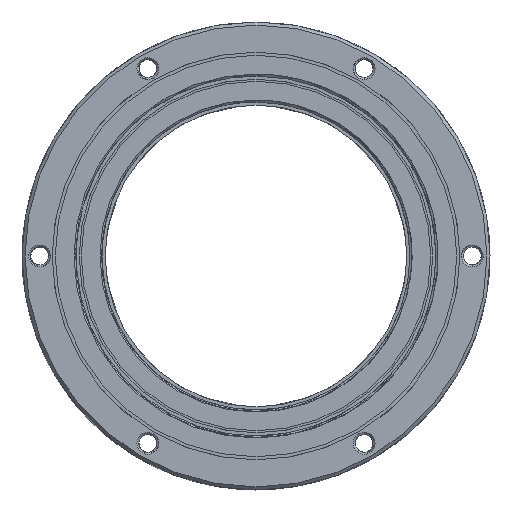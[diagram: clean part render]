
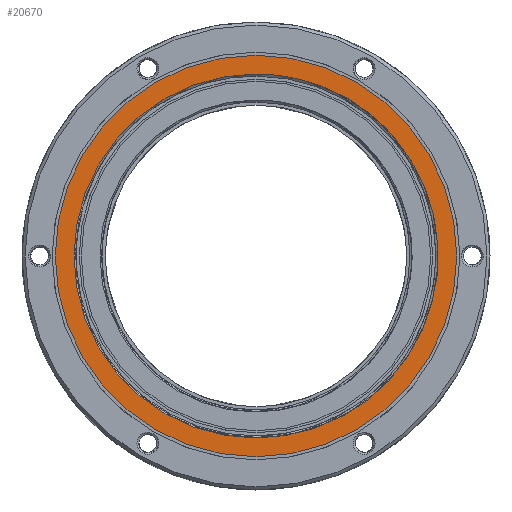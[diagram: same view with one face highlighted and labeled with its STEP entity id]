
A CAD part, left-side view. The second image highlights one B-rep face of the part: STEP entity #20670.
In plain terms, the highlighted planar face has unit normal (-1, 0, 0).
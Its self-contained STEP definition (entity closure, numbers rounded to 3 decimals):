
#565 = CARTESIAN_POINT ( 'NONE',  ( 5., -17.022, 4.061 ) ) ;
#1259 = CARTESIAN_POINT ( 'NONE',  ( 5., -16.238, 6.569 ) ) ;
#1296 = CARTESIAN_POINT ( 'NONE',  ( 5., -10.291, 14.186 ) ) ;
#1516 = CARTESIAN_POINT ( 'NONE',  ( 5., -10.75, 13.842 ) ) ;
#1757 = AXIS2_PLACEMENT_3D ( 'NONE', #5906, #18788, #19203 ) ;
#2498 = CARTESIAN_POINT ( 'NONE',  ( 5., -4.369, 16.946 ) ) ;
#3109 = VERTEX_POINT ( 'NONE', #5982 ) ;
#3376 = VERTEX_POINT ( 'NONE', #565 ) ;
#4155 = ORIENTED_EDGE ( 'NONE', *, *, #22205, .F. ) ;
#4286 = CARTESIAN_POINT ( 'NONE',  ( 5., -17.022, 4.061 ) ) ;
#5054 = CARTESIAN_POINT ( 'NONE',  ( 5., -4.369, 16.946 ) ) ;
#5065 = EDGE_CURVE ( 'NONE', #39405, #5451, #38089, .T. ) ;
#5102 = CIRCLE ( 'NONE', #23984, 19.3 ) ;
#5451 = VERTEX_POINT ( 'NONE', #11445 ) ;
#5735 = B_SPLINE_CURVE_WITH_KNOTS ( 'NONE', 3,
 ( #7891, #19945, #23768, #20776, #10858, #16737, #32896, #1516, #1296, #23551, #36087, #7047 ),
 .UNSPECIFIED., .F., .F.,
 ( 4, 2, 2, 2, 2, 4 ),
 ( 0., 0.003, 0.007, 0.009, 0.01, 0.014 ),
 .UNSPECIFIED. ) ;
#5872 = CARTESIAN_POINT ( 'NONE',  ( 5., -6.005, 16.471 ) ) ;
#5906 = CARTESIAN_POINT ( 'NONE',  ( 5., 0., 0. ) ) ;
#5982 = CARTESIAN_POINT ( 'NONE',  ( 5., -16.238, 6.569 ) ) ;
#7047 = CARTESIAN_POINT ( 'NONE',  ( 5., -6.793, 16.146 ) ) ;
#7077 = EDGE_CURVE ( 'NONE', #21709, #3376, #35612, .T. ) ;
#7241 = EDGE_CURVE ( 'NONE', #31695, #39405, #38339, .T. ) ;
#7891 = CARTESIAN_POINT ( 'NONE',  ( 5., -16.238, 6.569 ) ) ;
#8003 = B_SPLINE_CURVE_WITH_KNOTS ( 'NONE', 3,
 ( #32108, #5872, #38277, #35100 ),
 .UNSPECIFIED., .F., .F.,
 ( 4, 4 ),
 ( 0., 0.003 ),
 .UNSPECIFIED. ) ;
#8524 = ORIENTED_EDGE ( 'NONE', *, *, #5065, .F. ) ;
#9776 = EDGE_CURVE ( 'NONE', #31355, #31695, #23788, .T. ) ;
#10195 = CARTESIAN_POINT ( 'NONE',  ( 5., -16.825, 4.913 ) ) ;
#10793 = PLANE ( 'NONE',  #28266 ) ;
#10858 = CARTESIAN_POINT ( 'NONE',  ( 5., -13.277, 11.484 ) ) ;
#11445 = CARTESIAN_POINT ( 'NONE',  ( 5., 0., -17.5 ) ) ;
#12819 = CARTESIAN_POINT ( 'NONE',  ( 5., 0., 0. ) ) ;
#14100 = EDGE_CURVE ( 'NONE', #34596, #20616, #5102, .T. ) ;
#14230 = CARTESIAN_POINT ( 'NONE',  ( 5., -6.793, 16.146 ) ) ;
#16737 = CARTESIAN_POINT ( 'NONE',  ( 5., -12.066, 12.711 ) ) ;
#17053 = CARTESIAN_POINT ( 'NONE',  ( 5., -17.022, 4.06 ) ) ;
#17510 = DIRECTION ( 'NONE',  ( 0., 0., 1. ) ) ;
#17845 = CARTESIAN_POINT ( 'NONE',  ( 5., 0., 0. ) ) ;
#18275 = DIRECTION ( 'NONE',  ( -1., 0., 0. ) ) ;
#18618 = CARTESIAN_POINT ( 'NONE',  ( 5., -4.369, 16.946 ) ) ;
#18727 = DIRECTION ( 'NONE',  ( 0., 0., 1. ) ) ;
#18788 = DIRECTION ( 'NONE',  ( -1., 0., 0. ) ) ;
#19203 = DIRECTION ( 'NONE',  ( 0., 0., 1. ) ) ;
#19447 = EDGE_LOOP ( 'NONE', ( #41483, #36769, #40390, #34126, #4155, #8524, #32643, #25027 ) ) ;
#19626 = CARTESIAN_POINT ( 'NONE',  ( 5., 0., -19.3 ) ) ;
#19770 = AXIS2_PLACEMENT_3D ( 'NONE', #21015, #25288, #37372 ) ;
#19945 = CARTESIAN_POINT ( 'NONE',  ( 5., -15.803, 7.644 ) ) ;
#20499 = DIRECTION ( 'NONE',  ( 0., 0., -1. ) ) ;
#20524 = CARTESIAN_POINT ( 'NONE',  ( 5., -16.564, 5.749 ) ) ;
#20616 = VERTEX_POINT ( 'NONE', #39402 ) ;
#20670 = ADVANCED_FACE ( 'NONE', ( #39805, #27071 ), #10793, .F. ) ;
#20776 = CARTESIAN_POINT ( 'NONE',  ( 5., -13.996, 10.595 ) ) ;
#21015 = CARTESIAN_POINT ( 'NONE',  ( 5., 0., 0. ) ) ;
#21066 = EDGE_CURVE ( 'NONE', #35104, #31355, #8003, .T. ) ;
#21709 = VERTEX_POINT ( 'NONE', #17053 ) ;
#22205 = EDGE_CURVE ( 'NONE', #5451, #21709, #34529, .T. ) ;
#23361 = ORIENTED_EDGE ( 'NONE', *, *, #40241, .T. ) ;
#23551 = CARTESIAN_POINT ( 'NONE',  ( 5., -8.869, 15.148 ) ) ;
#23703 = CARTESIAN_POINT ( 'NONE',  ( 5., 17.5, 0. ) ) ;
#23768 = CARTESIAN_POINT ( 'NONE',  ( 5., -15.259, 8.678 ) ) ;
#23788 = B_SPLINE_CURVE_WITH_KNOTS ( 'NONE', 3,
 ( #2498, #34907, #24301, #5054 ),
 .UNSPECIFIED., .F., .F.,
 ( 4, 4 ),
 ( 0.923, 0.923 ),
 .UNSPECIFIED. ) ;
#23983 = CARTESIAN_POINT ( 'NONE',  ( 5., -4.369, 16.946 ) ) ;
#23984 = AXIS2_PLACEMENT_3D ( 'NONE', #32182, #29594, #35792 ) ;
#24301 = CARTESIAN_POINT ( 'NONE',  ( 5., -4.369, 16.946 ) ) ;
#25027 = ORIENTED_EDGE ( 'NONE', *, *, #9776, .F. ) ;
#25288 = DIRECTION ( 'NONE',  ( -1., 0., 0. ) ) ;
#25540 = DIRECTION ( 'NONE',  ( -1., 0., 0. ) ) ;
#27071 = FACE_BOUND ( 'NONE', #19447, .T. ) ;
#27340 = EDGE_CURVE ( 'NONE', #3109, #35104, #5735, .T. ) ;
#27515 = CARTESIAN_POINT ( 'NONE',  ( 5., 0., 17.5 ) ) ;
#28266 = AXIS2_PLACEMENT_3D ( 'NONE', #23703, #36644, #20499 ) ;
#29594 = DIRECTION ( 'NONE',  ( -1., 0., 0. ) ) ;
#30259 = EDGE_LOOP ( 'NONE', ( #23361, #34837 ) ) ;
#30449 = AXIS2_PLACEMENT_3D ( 'NONE', #12819, #25540, #18727 ) ;
#30460 = AXIS2_PLACEMENT_3D ( 'NONE', #17845, #18275, #30794 ) ;
#30467 = DIRECTION ( 'NONE',  ( -1., 0., 0. ) ) ;
#30673 = CARTESIAN_POINT ( 'NONE',  ( 5., 0., 0. ) ) ;
#30794 = DIRECTION ( 'NONE',  ( 0., 0., 1. ) ) ;
#31094 = EDGE_CURVE ( 'NONE', #3376, #3109, #35931, .T. ) ;
#31355 = VERTEX_POINT ( 'NONE', #18618 ) ;
#31695 = VERTEX_POINT ( 'NONE', #23983 ) ;
#32108 = CARTESIAN_POINT ( 'NONE',  ( 5., -6.793, 16.146 ) ) ;
#32182 = CARTESIAN_POINT ( 'NONE',  ( 5., 0., 0. ) ) ;
#32643 = ORIENTED_EDGE ( 'NONE', *, *, #7241, .F. ) ;
#32896 = CARTESIAN_POINT ( 'NONE',  ( 5., -11.637, 13.105 ) ) ;
#34126 = ORIENTED_EDGE ( 'NONE', *, *, #7077, .F. ) ;
#34529 = CIRCLE ( 'NONE', #30460, 17.5 ) ;
#34596 = VERTEX_POINT ( 'NONE', #19626 ) ;
#34837 = ORIENTED_EDGE ( 'NONE', *, *, #14100, .T. ) ;
#34907 = CARTESIAN_POINT ( 'NONE',  ( 5., -4.369, 16.946 ) ) ;
#35100 = CARTESIAN_POINT ( 'NONE',  ( 5., -4.369, 16.946 ) ) ;
#35104 = VERTEX_POINT ( 'NONE', #14230 ) ;
#35612 = CIRCLE ( 'NONE', #36291, 17.5 ) ;
#35792 = DIRECTION ( 'NONE',  ( 0., 0., 1. ) ) ;
#35931 = B_SPLINE_CURVE_WITH_KNOTS ( 'NONE', 3,
 ( #4286, #10195, #20524, #1259 ),
 .UNSPECIFIED., .F., .F.,
 ( 4, 4 ),
 ( 0.032, 0.034 ),
 .UNSPECIFIED. ) ;
#36087 = CARTESIAN_POINT ( 'NONE',  ( 5., -7.862, 15.696 ) ) ;
#36291 = AXIS2_PLACEMENT_3D ( 'NONE', #30673, #30467, #17510 ) ;
#36644 = DIRECTION ( 'NONE',  ( 1., 0., 0. ) ) ;
#36769 = ORIENTED_EDGE ( 'NONE', *, *, #27340, .F. ) ;
#37372 = DIRECTION ( 'NONE',  ( 0., 0., 1. ) ) ;
#37914 = CIRCLE ( 'NONE', #30449, 19.3 ) ;
#38089 = CIRCLE ( 'NONE', #19770, 17.5 ) ;
#38277 = CARTESIAN_POINT ( 'NONE',  ( 5., -5.196, 16.738 ) ) ;
#38339 = CIRCLE ( 'NONE', #1757, 17.5 ) ;
#39402 = CARTESIAN_POINT ( 'NONE',  ( 5., 0., 19.3 ) ) ;
#39405 = VERTEX_POINT ( 'NONE', #27515 ) ;
#39805 = FACE_OUTER_BOUND ( 'NONE', #30259, .T. ) ;
#40241 = EDGE_CURVE ( 'NONE', #20616, #34596, #37914, .T. ) ;
#40390 = ORIENTED_EDGE ( 'NONE', *, *, #31094, .F. ) ;
#41483 = ORIENTED_EDGE ( 'NONE', *, *, #21066, .F. ) ;
